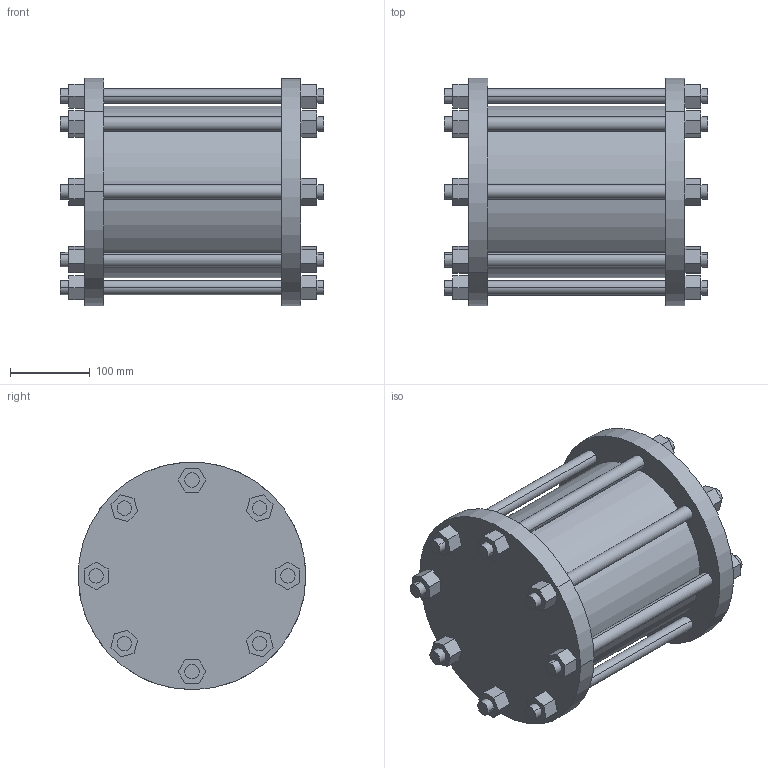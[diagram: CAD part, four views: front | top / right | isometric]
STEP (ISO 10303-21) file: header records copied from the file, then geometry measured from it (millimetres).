
FILE_DESCRIPTION(('CATIA V5 STEP Exchange'),'2;1');
FILE_NAME('STEP_103153_-_TST.stp','2019-09-23T08:27:02+00:00',('none'),('none'),'CATIA Version 5-6 Release 2016 SP4','CATIA V5 STEP AP203','none');
FILE_SCHEMA(('CONFIG_CONTROL_DESIGN'));
Length unit declared in the file: millimetre
Products named in the file (1): 103153
Bounding box: 330 x 285 x 284.57 mm (x, y, z)
Volume: 11900199.4 mm3; surface area: 514828.5 mm2
Topology: 1 solids, 1 shells, 186 faces, 450 edges, 300 vertices
Faces by surface type: plane 132, cylinder 54
Entity records: 5006 total; most frequent: ORIENTED_EDGE 900, CARTESIAN_POINT 861, DIRECTION 670, EDGE_CURVE 450, VECTOR 342, LINE 342, VERTEX_POINT 300, EDGE_LOOP 236
